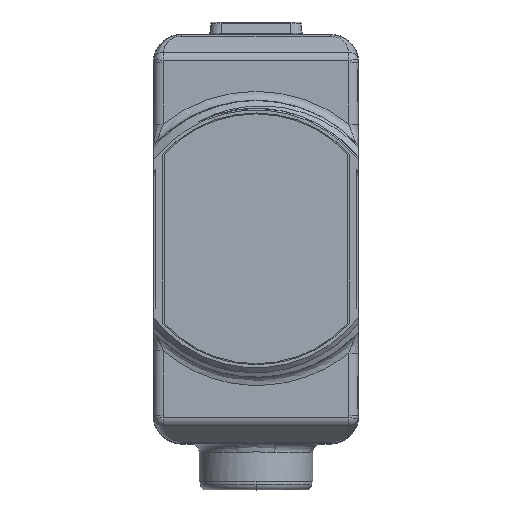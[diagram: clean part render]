
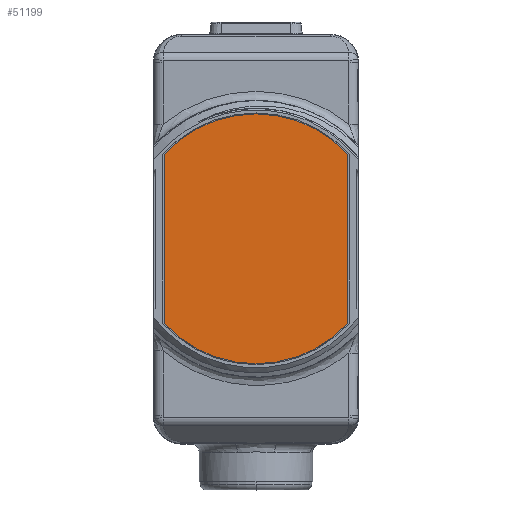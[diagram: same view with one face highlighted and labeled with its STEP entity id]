
A CAD part, top view. The second image highlights one B-rep face of the part: STEP entity #51199.
In plain terms, the highlighted planar face has unit normal (0, 0, 1).
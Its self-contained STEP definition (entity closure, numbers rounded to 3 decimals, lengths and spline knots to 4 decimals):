
#51116=CARTESIAN_POINT('',(0.,0.,0.8362));
#51117=DIRECTION('',(0.,0.,1.));
#51118=DIRECTION('',(-0.736,-0.677,0.));
#51119=AXIS2_PLACEMENT_3D('',#51116,#51117,#51118);
#51121=DIRECTION('',(0.,-1.,0.));
#51122=VECTOR('',#51121,0.7169);
#51123=CARTESIAN_POINT('',(-0.3898,0.3584,
0.8362));
#51124=LINE('',#51123,#51122);
#51125=CARTESIAN_POINT('',(0.,0.,0.8362));
#51126=DIRECTION('',(0.,0.,1.));
#51127=DIRECTION('',(0.736,0.677,0.));
#51128=AXIS2_PLACEMENT_3D('',#51125,#51126,#51127);
#51130=DIRECTION('',(0.,1.,0.));
#51131=VECTOR('',#51130,0.7169);
#51132=CARTESIAN_POINT('',(0.3898,-0.3584,
0.8362));
#51133=LINE('',#51132,#51131);
#51168=CARTESIAN_POINT('',(-0.3898,-0.3584,
0.8362));
#51169=CARTESIAN_POINT('',(0.3898,-0.3584,
0.8362));
#51170=VERTEX_POINT('',#51168);
#51171=VERTEX_POINT('',#51169);
#51172=CARTESIAN_POINT('',(0.3898,0.3584,
0.8362));
#51173=VERTEX_POINT('',#51172);
#51174=CARTESIAN_POINT('',(-0.3898,0.3584,
0.8362));
#51175=VERTEX_POINT('',#51174);
#51184=CARTESIAN_POINT('',(0.,0.,0.8362));
#51185=DIRECTION('',(0.,0.,1.));
#51186=DIRECTION('',(0.,1.,0.));
#51187=AXIS2_PLACEMENT_3D('',#51184,#51185,#51186);
#51188=PLANE('',#51187);
#51190=ORIENTED_EDGE('',*,*,#51189,.F.);
#51192=ORIENTED_EDGE('',*,*,#51191,.F.);
#51194=ORIENTED_EDGE('',*,*,#51193,.F.);
#51196=ORIENTED_EDGE('',*,*,#51195,.F.);
#51197=EDGE_LOOP('',(#51190,#51192,#51194,#51196));
#51198=FACE_OUTER_BOUND('',#51197,.F.);
#51199=ADVANCED_FACE('',(#51198),#51188,.T.);
#51120=CIRCLE('',#51119,0.5295);
#51129=CIRCLE('',#51128,0.5295);
#51189=EDGE_CURVE('',#51170,#51171,#51120,.T.);
#51191=EDGE_CURVE('',#51175,#51170,#51124,.T.);
#51193=EDGE_CURVE('',#51173,#51175,#51129,.T.);
#51195=EDGE_CURVE('',#51171,#51173,#51133,.T.);
